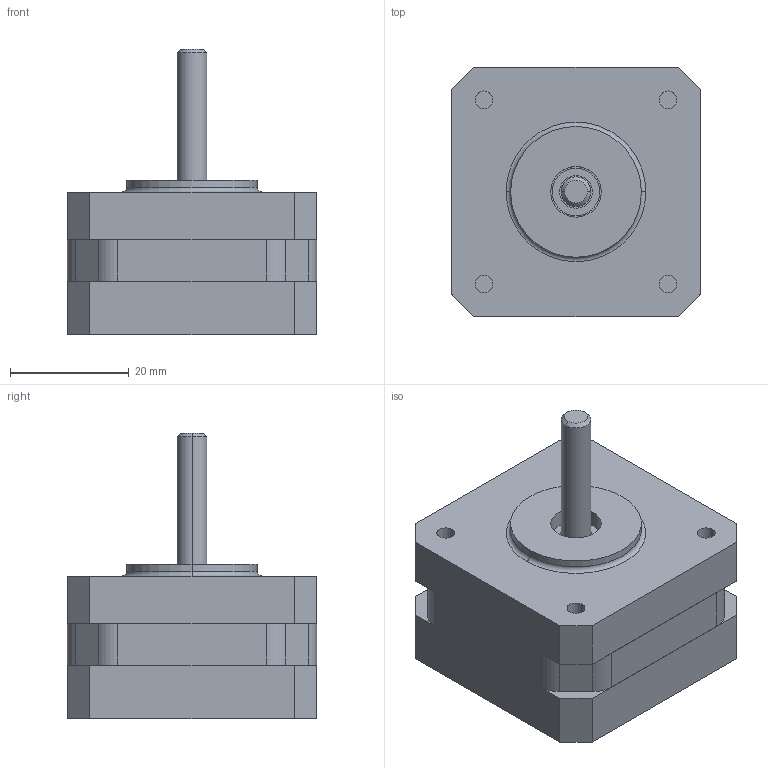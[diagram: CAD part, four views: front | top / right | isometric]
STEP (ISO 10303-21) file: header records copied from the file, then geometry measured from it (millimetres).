
FILE_DESCRIPTION (( 'STEP AP203' ), '1' );
FILE_NAME ('NEMA17.STEP', '2021-11-18T00:31:07', ( '' ), ( '' ), 'SwSTEP 2.0', 'SolidWorks 2020', '' );
FILE_SCHEMA (( 'CONFIG_CONTROL_DESIGN' ));
Length unit declared in the file: millimetre
Products named in the file (1): NEMA17
Bounding box: 42 x 42 x 48 mm (x, y, z)
Volume: 42086.2 mm3; surface area: 15106.6 mm2
Topology: 5 solids, 5 shells, 85 faces, 194 edges, 128 vertices
Faces by surface type: plane 55, cylinder 26, torus 2, cone 2
Entity records: 2463 total; most frequent: DIRECTION 424, CARTESIAN_POINT 408, ORIENTED_EDGE 388, EDGE_CURVE 194, AXIS2_PLACEMENT_3D 144, LINE 136, VECTOR 136, VERTEX_POINT 128
